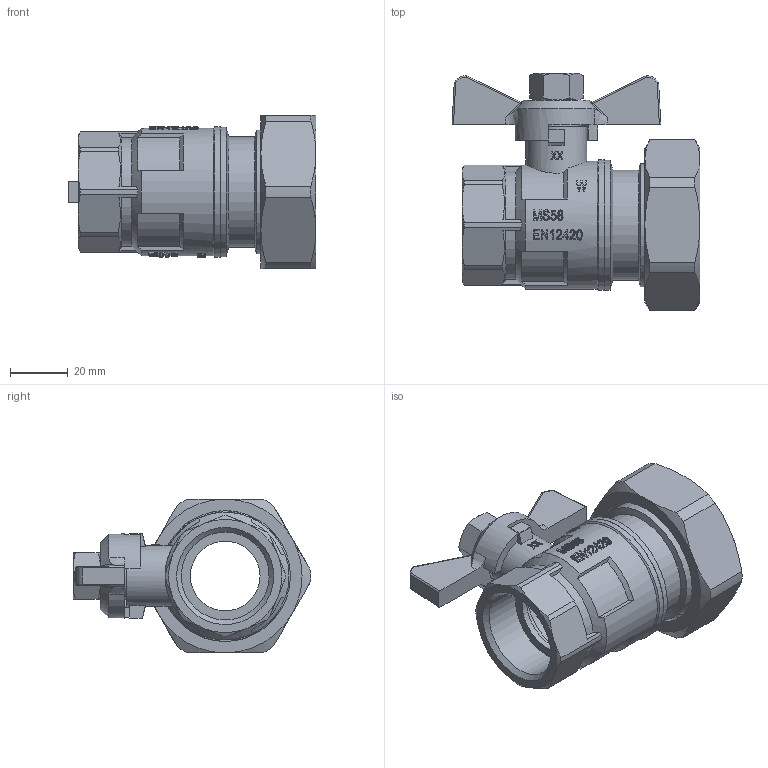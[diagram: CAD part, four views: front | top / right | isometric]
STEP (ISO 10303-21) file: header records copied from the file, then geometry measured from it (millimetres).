
FILE_DESCRIPTION(/* description */ ('Unknown'),/* implementation_level */ '2;1');
FILE_NAME(/* name */ '708-68',/* time_stamp */ '2022-07-22T08:53:32+02:00',/* author */ ('Unknown'),/* organization */ ('Unknown'),/* preprocessor_version */ 'ST-DEVELOPER v16.7',/* originating_system */ 'Solid Edge',/* authorisation */ 'Unknown');
FILE_SCHEMA (('AUTOMOTIVE_DESIGN {1 0 10303 214 3 1 1}'));
Length unit declared in the file: millimetre
Products named in the file (15): 708-68-Kurz; 1; 708-68_Stütze; Mutter; Gehduse; _berwurfmutter.1; O-Ring; Stopfbuchse; 97000077-1 1_2
Assembly tree (14 placements, depth 3):
  708-68-Kurz
    1
      1
    708-68_Stütze
    Mutter
      Mutter
    Gehduse
      Gehduse
    _berwurfmutter.1
      _berwurfmutter.1
    O-Ring
      O-Ring
    Stopfbuchse
      Stopfbuchse
    97000077-1 1_2
Bounding box: 85.5 x 81.89 x 53 mm (x, y, z)
Volume: 64485.9 mm3; surface area: 42066 mm2
Topology: 8 solids, 8 shells, 1145 faces, 3202 edges, 2113 vertices
Faces by surface type: plane 948, cylinder 106, cone 63, bspline 18, sphere 8, torus 2
Full cylindrical faces by diameter (mm): 8.5 x1, 12.1 x1, 12.5 x1, 14.5 x1, 16 x1, 16.376 x1, 18 x1, 21 x1, 22.5 x1, 24 x2, 30.291 x1, 32 x3, 33 x1, 37.5 x1, 38 x1, 39 x1, 40.5 x1, 42.5 x1, 44 x1, 44.8 x3, 44.845 x1, 44.85 x1, 44.9 x1, 45 x1, 48.3 x1
Entity records: 41227 total; most frequent: CARTESIAN_POINT 10479, DIRECTION 6973, ORIENTED_EDGE 6230, EDGE_CURVE 3115, AXIS2_PLACEMENT_3D 2876, VERTEX_POINT 2087, ELLIPSE 1384, FACE_BOUND 1262
